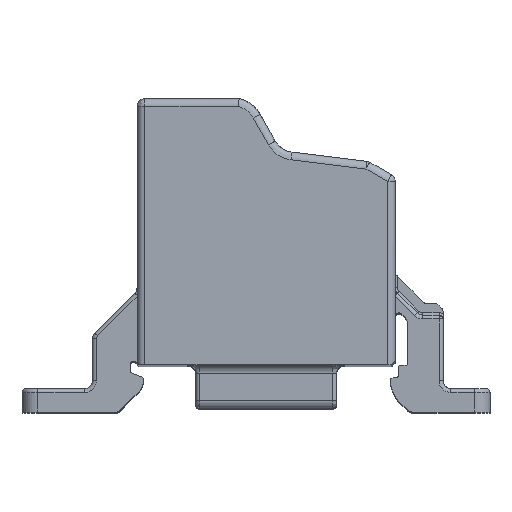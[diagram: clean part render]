
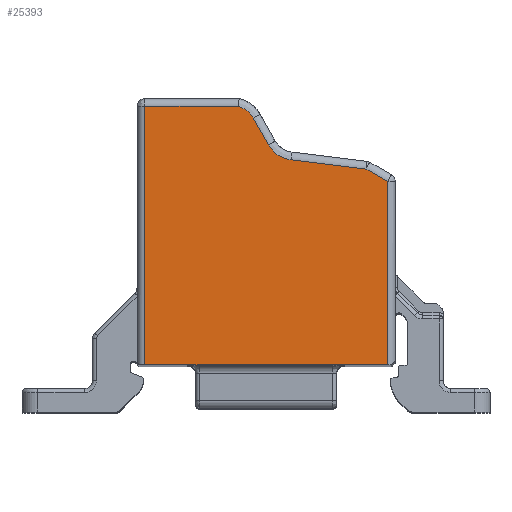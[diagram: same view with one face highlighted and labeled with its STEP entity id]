
A CAD part, top view. The second image highlights one B-rep face of the part: STEP entity #25393.
In plain terms, the highlighted planar face has unit normal (0, 0, 1).
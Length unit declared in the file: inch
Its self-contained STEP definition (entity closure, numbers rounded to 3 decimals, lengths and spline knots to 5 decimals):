
#87 = CARTESIAN_POINT ( 'NONE',  ( -0.07903, 1.25518, 3.41586 ) ) ;
#140 = LINE ( 'NONE', #13941, #43562 ) ;
#279 = ORIENTED_EDGE ( 'NONE', *, *, #2672, .T. ) ;
#336 = EDGE_CURVE ( 'NONE', #4046, #11279, #23269, .T. ) ;
#762 = LINE ( 'NONE', #13906, #35925 ) ;
#800 = VECTOR ( 'NONE', #8734, 39.37008 ) ;
#1145 = EDGE_CURVE ( 'NONE', #32810, #39394, #762, .T. ) ;
#1301 = DIRECTION ( 'NONE',  ( -0.866, 0.5, 0. ) ) ;
#1529 = CARTESIAN_POINT ( 'NONE',  ( 0.09655, 1.03531, 3.41586 ) ) ;
#1751 = CARTESIAN_POINT ( 'NONE',  ( 0.03001, 1.07347, 3.41586 ) ) ;
#1951 = CARTESIAN_POINT ( 'NONE',  ( 0.09097, 1.03698, 3.41586 ) ) ;
#2012 = FACE_OUTER_BOUND ( 'NONE', #27869, .T. ) ;
#2317 = CARTESIAN_POINT ( 'NONE',  ( -0.61659, 0., 3.41586 ) ) ;
#2672 = EDGE_CURVE ( 'NONE', #23477, #29649, #12085, .T. ) ;
#3282 = VECTOR ( 'NONE', #1301, 39.37008 ) ;
#4046 = VERTEX_POINT ( 'NONE', #10770 ) ;
#5072 = LINE ( 'NONE', #37399, #3282 ) ;
#5142 = ORIENTED_EDGE ( 'NONE', *, *, #1145, .T. ) ;
#5295 = CARTESIAN_POINT ( 'NONE',  ( 0.06343, 1.04831, 3.41586 ) ) ;
#5505 = CARTESIAN_POINT ( 'NONE',  ( 0.04833, 1.05815, 3.41586 ) ) ;
#6730 = ORIENTED_EDGE ( 'NONE', *, *, #22069, .T. ) ;
#7006 = DIRECTION ( 'NONE',  ( -0.488, 0.873, 0. ) ) ;
#7031 = LINE ( 'NONE', #17723, #9035 ) ;
#7119 = VERTEX_POINT ( 'NONE', #15398 ) ;
#8684 = ORIENTED_EDGE ( 'NONE', *, *, #336, .T. ) ;
#8734 = DIRECTION ( 'NONE',  ( -0.993, 0.122, 0. ) ) ;
#9035 = VECTOR ( 'NONE', #41060, 39.37008 ) ;
#9513 = VECTOR ( 'NONE', #37604, 39.37008 ) ;
#10092 = CARTESIAN_POINT ( 'NONE',  ( -0.14697, 1.29921, 3.41586 ) ) ;
#10423 = DIRECTION ( 'NONE',  ( 0., 0., 1. ) ) ;
#10505 = ORIENTED_EDGE ( 'NONE', *, *, #25687, .T. ) ;
#10770 = CARTESIAN_POINT ( 'NONE',  ( 0.60388, 0., 3.41586 ) ) ;
#11279 = VERTEX_POINT ( 'NONE', #25649 ) ;
#11974 = CARTESIAN_POINT ( 'NONE',  ( 0.02782, 1.07564, 3.41586 ) ) ;
#12085 = LINE ( 'NONE', #15442, #800 ) ;
#12991 = CARTESIAN_POINT ( 'NONE',  ( -0.11613, 1.2879, 3.41586 ) ) ;
#13650 = CARTESIAN_POINT ( 'NONE',  ( -0.07089, 1.24063, 3.41586 ) ) ;
#13768 = CARTESIAN_POINT ( 'NONE',  ( -0.65596, 0., 3.41586 ) ) ;
#13906 = CARTESIAN_POINT ( 'NONE',  ( 0.00466, 1.10554, 3.41586 ) ) ;
#13941 = CARTESIAN_POINT ( 'NONE',  ( -0.61659, 3.21011, 3.41586 ) ) ;
#14527 = EDGE_CURVE ( 'NONE', #11279, #23477, #5072, .T. ) ;
#15065 = EDGE_CURVE ( 'NONE', #39394, #7119, #22958, .T. ) ;
#15398 = CARTESIAN_POINT ( 'NONE',  ( -0.14697, 1.29921, 3.41586 ) ) ;
#15442 = CARTESIAN_POINT ( 'NONE',  ( 0.4957, 0.98457, 3.41586 ) ) ;
#15543 = CARTESIAN_POINT ( 'NONE',  ( 0.04111, 1.06346, 3.41586 ) ) ;
#15993 = VECTOR ( 'NONE', #39916, 39.37008 ) ;
#17723 = CARTESIAN_POINT ( 'NONE',  ( -0.65596, 0., 3.41586 ) ) ;
#18234 = ORIENTED_EDGE ( 'NONE', *, *, #38663, .F. ) ;
#18673 = CARTESIAN_POINT ( 'NONE',  ( 0.07414, 1.04297, 3.41586 ) ) ;
#18896 = CARTESIAN_POINT ( 'NONE',  ( 0.01066, 1.09547, 3.41586 ) ) ;
#19194 = EDGE_CURVE ( 'NONE', #41593, #4046, #7031, .T. ) ;
#19313 = CARTESIAN_POINT ( 'NONE',  ( 0.10498, 1.03304, 3.41586 ) ) ;
#22069 = EDGE_CURVE ( 'NONE', #7119, #36922, #28264, .T. ) ;
#22958 = B_SPLINE_CURVE_WITH_KNOTS ( 'NONE', 3,
 ( #13650, #87, #23467, #12991, #36791, #10092 ),
 .UNSPECIFIED., .F., .F.,
 ( 4, 2, 4 ),
 ( 0., 0.5, 1. ),
 .UNSPECIFIED. ) ;
#23269 = LINE ( 'NONE', #26358, #15993 ) ;
#23467 = CARTESIAN_POINT ( 'NONE',  ( -0.08971, 1.26755, 3.41586 ) ) ;
#23477 = VERTEX_POINT ( 'NONE', #31320 ) ;
#25393 = ADVANCED_FACE ( 'NONE', ( #2012 ), #25819, .T. ) ;
#25549 = CARTESIAN_POINT ( 'NONE',  ( 0.11939, 1.03078, 3.41586 ) ) ;
#25649 = CARTESIAN_POINT ( 'NONE',  ( 0.60388, 0.92211, 3.41586 ) ) ;
#25687 = EDGE_CURVE ( 'NONE', #29649, #32810, #36579, .T. ) ;
#25819 = PLANE ( 'NONE',  #43825 ) ;
#26358 = CARTESIAN_POINT ( 'NONE',  ( 0.60388, 0., 3.41586 ) ) ;
#26854 = ORIENTED_EDGE ( 'NONE', *, *, #15065, .T. ) ;
#27869 = EDGE_LOOP ( 'NONE', ( #6730, #18234, #38524, #8684, #35896, #279, #10505, #5142, #26854 ) ) ;
#28264 = LINE ( 'NONE', #28486, #9513 ) ;
#28486 = CARTESIAN_POINT ( 'NONE',  ( -0.65596, 1.29921, 3.41586 ) ) ;
#29051 = CARTESIAN_POINT ( 'NONE',  ( -0.07089, 1.24063, 3.41586 ) ) ;
#29146 = CARTESIAN_POINT ( 'NONE',  ( 0.11939, 1.03078, 3.41586 ) ) ;
#29649 = VERTEX_POINT ( 'NONE', #29146 ) ;
#29778 = DIRECTION ( 'NONE',  ( 1., 0., 0. ) ) ;
#31320 = CARTESIAN_POINT ( 'NONE',  ( 0.4957, 0.98457, 3.41586 ) ) ;
#32810 = VERTEX_POINT ( 'NONE', #44042 ) ;
#32848 = CARTESIAN_POINT ( 'NONE',  ( 0.08826, 1.03787, 3.41586 ) ) ;
#35896 = ORIENTED_EDGE ( 'NONE', *, *, #14527, .T. ) ;
#35925 = VECTOR ( 'NONE', #7006, 39.37008 ) ;
#36579 = B_SPLINE_CURVE_WITH_KNOTS ( 'NONE', 3,
 ( #25549, #43095, #19313, #1529, #1951, #32848, #18673, #5295, #5505, #15543, #39740, #1751, #11974, #42877, #18896, #42229 ),
 .UNSPECIFIED., .F., .F.,
 ( 4, 1, 2, 2, 2, 1, 2, 2, 4 ),
 ( 0., 0.125, 0.1875, 0.25, 0.5, 0.625, 0.6875, 0.75, 1. ),
 .UNSPECIFIED. ) ;
#36791 = CARTESIAN_POINT ( 'NONE',  ( -0.13081, 1.29506, 3.41586 ) ) ;
#36922 = VERTEX_POINT ( 'NONE', #42968 ) ;
#37399 = CARTESIAN_POINT ( 'NONE',  ( 0.60388, 0.92211, 3.41586 ) ) ;
#37604 = DIRECTION ( 'NONE',  ( -1., 0., 0. ) ) ;
#38524 = ORIENTED_EDGE ( 'NONE', *, *, #19194, .T. ) ;
#38663 = EDGE_CURVE ( 'NONE', #41593, #36922, #140, .T. ) ;
#39394 = VERTEX_POINT ( 'NONE', #29051 ) ;
#39740 = CARTESIAN_POINT ( 'NONE',  ( 0.03438, 1.06939, 3.41586 ) ) ;
#39916 = DIRECTION ( 'NONE',  ( 0., 1., 0. ) ) ;
#41060 = DIRECTION ( 'NONE',  ( 1., 0., 0. ) ) ;
#41593 = VERTEX_POINT ( 'NONE', #2317 ) ;
#42229 = CARTESIAN_POINT ( 'NONE',  ( 0.00466, 1.10554, 3.41586 ) ) ;
#42877 = CARTESIAN_POINT ( 'NONE',  ( 0.01771, 1.08621, 3.41586 ) ) ;
#42968 = CARTESIAN_POINT ( 'NONE',  ( -0.61659, 1.29921, 3.41586 ) ) ;
#43095 = CARTESIAN_POINT ( 'NONE',  ( 0.11358, 1.03149, 3.41586 ) ) ;
#43562 = VECTOR ( 'NONE', #43740, 39.37008 ) ;
#43740 = DIRECTION ( 'NONE',  ( 0., 1., 0. ) ) ;
#43825 = AXIS2_PLACEMENT_3D ( 'NONE', #13768, #10423, #29778 ) ;
#44042 = CARTESIAN_POINT ( 'NONE',  ( 0.00466, 1.10554, 3.41586 ) ) ;
